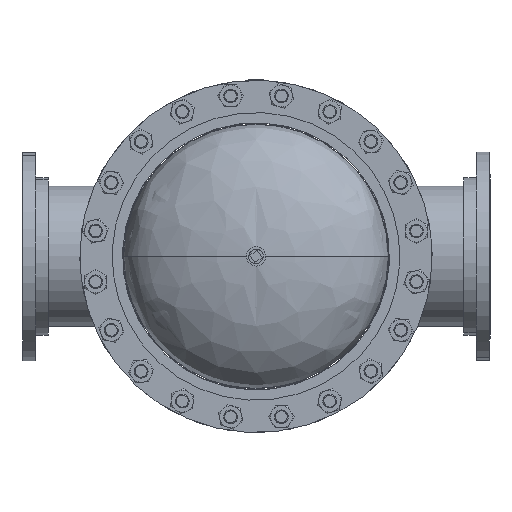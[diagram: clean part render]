
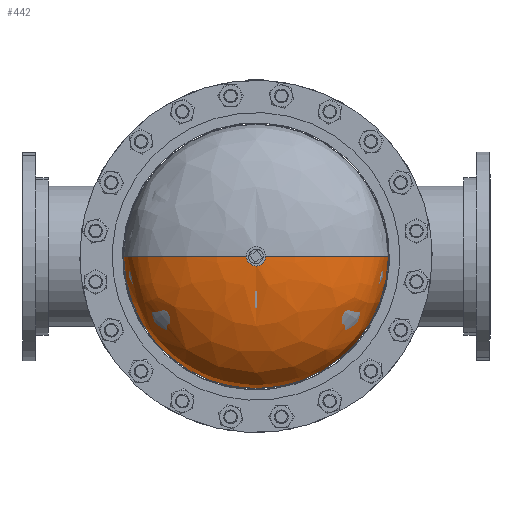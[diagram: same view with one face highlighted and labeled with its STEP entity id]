
A CAD part, front view. The second image highlights one B-rep face of the part: STEP entity #442.
In plain terms, the highlighted free-form (B-spline) face has degree [3, 3] with [4, 4] control points.
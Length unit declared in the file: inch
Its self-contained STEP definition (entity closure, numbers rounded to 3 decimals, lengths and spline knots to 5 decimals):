
#196 = CARTESIAN_POINT ( 'NONE',  ( 0.75, 6.62262, 0. ) ) ;
#256 = CIRCLE ( 'NONE', #15261, 12. ) ;
#442 = ADVANCED_FACE ( 'NONE', ( #16479 ), #15883, .F. ) ;
#577 = CIRCLE ( 'NONE', #11187, 0.75 ) ;
#607 = CARTESIAN_POINT ( 'NONE',  ( 7.42262, 6.4111, 0. ) ) ;
#767 = CARTESIAN_POINT ( 'NONE',  ( -7.42262, 6.4111, 0. ) ) ;
#831 = DIRECTION ( 'NONE',  ( 0., -1., 0. ) ) ;
#1077 = AXIS2_PLACEMENT_3D ( 'NONE', #14815, #831, #12886 ) ;
#1102 = CARTESIAN_POINT ( 'NONE',  ( -12., 3.94435, 0. ) ) ;
#2358 = CARTESIAN_POINT ( 'NONE',  ( -12., 0.56, 0. ) ) ;
#2761 = DIRECTION ( 'NONE',  ( 0., -1., 0. ) ) ;
#3617 = EDGE_LOOP ( 'NONE', ( #14387, #17231, #15981, #5492, #9995 ) ) ;
#4572 = EDGE_CURVE ( 'NONE', #20814, #22067, #256, .T. ) ;
#4773 = CARTESIAN_POINT ( 'NONE',  ( -12., 0.56, 0. ) ) ;
#5492 = ORIENTED_EDGE ( 'NONE', *, *, #10156, .T. ) ;
#7214 = CARTESIAN_POINT ( 'NONE',  ( 12., 0.56, 0. ) ) ;
#7477 = CARTESIAN_POINT ( 'NONE',  ( -0.75, 6.62262, 0. ) ) ;
#7746 = CARTESIAN_POINT ( 'NONE',  ( -7.42262, 6.4111, -14.84524 ) ) ;
#8085 = CARTESIAN_POINT ( 'NONE',  ( -12., 3.94435, -24. ) ) ;
#8537 = DIRECTION ( 'NONE',  ( 0., -1., 0. ) ) ;
#8828 =( BOUNDED_CURVE ( )  B_SPLINE_CURVE ( 3, ( #14136, #607, #21632, #15966 ),
 .UNSPECIFIED., .F., .T. ) 
 B_SPLINE_CURVE_WITH_KNOTS ( ( 4, 4 ),
 ( 1.63334, 3.14159 ),
 .UNSPECIFIED. ) 
 CURVE ( )  GEOMETRIC_REPRESENTATION_ITEM ( )  RATIONAL_B_SPLINE_CURVE ( ( 1., 0.819, 0.819, 1. ) ) 
 REPRESENTATION_ITEM ( '' )  );
#8850 = VERTEX_POINT ( 'NONE', #21369 ) ;
#9573 =( BOUNDED_CURVE ( )  B_SPLINE_CURVE ( 3, ( #7477, #14483, #18058, #11935 ),
 .UNSPECIFIED., .F., .T. ) 
 B_SPLINE_CURVE_WITH_KNOTS ( ( 4, 4 ),
 ( 1.63334, 3.14159 ),
 .UNSPECIFIED. ) 
 CURVE ( )  GEOMETRIC_REPRESENTATION_ITEM ( )  RATIONAL_B_SPLINE_CURVE ( ( 1., 0.819, 0.819, 1. ) ) 
 REPRESENTATION_ITEM ( '' )  );
#9865 = CARTESIAN_POINT ( 'NONE',  ( 0., 6.62262, 0. ) ) ;
#9995 = ORIENTED_EDGE ( 'NONE', *, *, #4572, .F. ) ;
#10127 = CARTESIAN_POINT ( 'NONE',  ( 12., 0.56, -24. ) ) ;
#10156 = EDGE_CURVE ( 'NONE', #11801, #22067, #8828, .T. ) ;
#10509 = EDGE_CURVE ( 'NONE', #22257, #11801, #17938, .T. ) ;
#11077 = CARTESIAN_POINT ( 'NONE',  ( -0.75, 6.62262, 0. ) ) ;
#11187 = AXIS2_PLACEMENT_3D ( 'NONE', #9865, #2761, #16888 ) ;
#11275 = EDGE_CURVE ( 'NONE', #8850, #20814, #9573, .T. ) ;
#11409 = EDGE_CURVE ( 'NONE', #8850, #22257, #577, .T. ) ;
#11801 = VERTEX_POINT ( 'NONE', #196 ) ;
#11935 = CARTESIAN_POINT ( 'NONE',  ( -12., 0.56, 0. ) ) ;
#12886 = DIRECTION ( 'NONE',  ( 1., 0., 0. ) ) ;
#14136 = CARTESIAN_POINT ( 'NONE',  ( 0.75, 6.62262, 0. ) ) ;
#14387 = ORIENTED_EDGE ( 'NONE', *, *, #11275, .F. ) ;
#14483 = CARTESIAN_POINT ( 'NONE',  ( -7.42262, 6.4111, 0. ) ) ;
#14815 = CARTESIAN_POINT ( 'NONE',  ( 0., 6.62262, 0. ) ) ;
#14856 = CARTESIAN_POINT ( 'NONE',  ( 0.75, 6.62262, 0. ) ) ;
#15089 = CARTESIAN_POINT ( 'NONE',  ( 12., 3.94435, -24. ) ) ;
#15261 = AXIS2_PLACEMENT_3D ( 'NONE', #17386, #8537, #21088 ) ;
#15883 =( BOUNDED_SURFACE ( )  B_SPLINE_SURFACE ( 3, 3, ( 
 ( #11077, #18550, #18096, #14856 ),
 ( #767, #7746, #21906, #20180 ),
 ( #1102, #8085, #15089, #22129 ),
 ( #2358, #18668, #10127, #17154 ) ),
 .UNSPECIFIED., .F., .F., .F. ) 
 B_SPLINE_SURFACE_WITH_KNOTS ( ( 4, 4 ),
 ( 4, 4 ),
 ( 0., 1. ),
 ( 0., 1. ),
 .UNSPECIFIED. ) 
 GEOMETRIC_REPRESENTATION_ITEM ( )  RATIONAL_B_SPLINE_SURFACE ( (
 ( 1., 0.333, 0.333, 1.),
 ( 0.819, 0.273, 0.273, 0.819),
 ( 0.819, 0.273, 0.273, 0.819),
 ( 1., 0.333, 0.333, 1.) ) ) 
 REPRESENTATION_ITEM ( '' )  SURFACE ( )  );
#15966 = CARTESIAN_POINT ( 'NONE',  ( 12., 0.56, 0. ) ) ;
#15981 = ORIENTED_EDGE ( 'NONE', *, *, #10509, .T. ) ;
#16479 = FACE_OUTER_BOUND ( 'NONE', #3617, .T. ) ;
#16888 = DIRECTION ( 'NONE',  ( 1., 0., 0. ) ) ;
#17154 = CARTESIAN_POINT ( 'NONE',  ( 12., 0.56, 0. ) ) ;
#17231 = ORIENTED_EDGE ( 'NONE', *, *, #11409, .T. ) ;
#17386 = CARTESIAN_POINT ( 'NONE',  ( 0., 0.56, 0. ) ) ;
#17938 = CIRCLE ( 'NONE', #1077, 0.75 ) ;
#18058 = CARTESIAN_POINT ( 'NONE',  ( -12., 3.94435, 0. ) ) ;
#18096 = CARTESIAN_POINT ( 'NONE',  ( 0.75, 6.62262, -1.5 ) ) ;
#18550 = CARTESIAN_POINT ( 'NONE',  ( -0.75, 6.62262, -1.5 ) ) ;
#18668 = CARTESIAN_POINT ( 'NONE',  ( -12., 0.56, -24. ) ) ;
#18707 = CARTESIAN_POINT ( 'NONE',  ( 0., 6.62262, -0.75 ) ) ;
#20180 = CARTESIAN_POINT ( 'NONE',  ( 7.42262, 6.4111, 0. ) ) ;
#20814 = VERTEX_POINT ( 'NONE', #4773 ) ;
#21088 = DIRECTION ( 'NONE',  ( 1., 0., 0. ) ) ;
#21369 = CARTESIAN_POINT ( 'NONE',  ( -0.75, 6.62262, 0. ) ) ;
#21632 = CARTESIAN_POINT ( 'NONE',  ( 12., 3.94435, 0. ) ) ;
#21906 = CARTESIAN_POINT ( 'NONE',  ( 7.42262, 6.4111, -14.84524 ) ) ;
#22067 = VERTEX_POINT ( 'NONE', #7214 ) ;
#22129 = CARTESIAN_POINT ( 'NONE',  ( 12., 3.94435, 0. ) ) ;
#22257 = VERTEX_POINT ( 'NONE', #18707 ) ;
